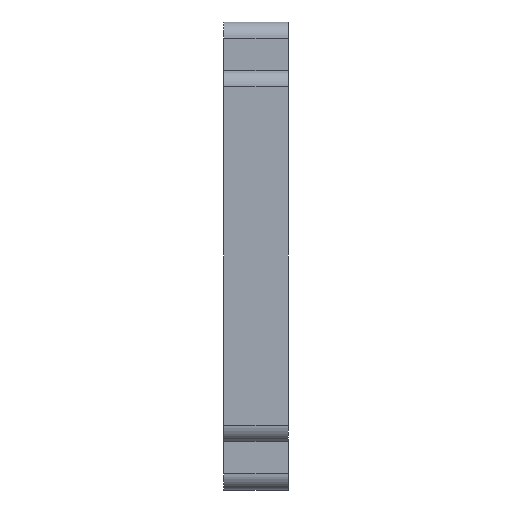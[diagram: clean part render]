
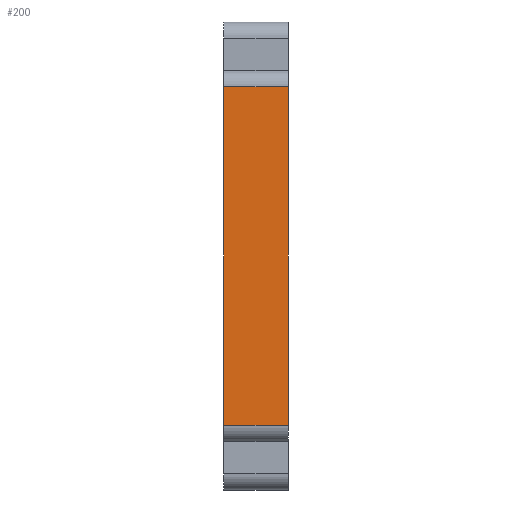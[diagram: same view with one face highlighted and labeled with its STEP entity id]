
A CAD part, left-side view. The second image highlights one B-rep face of the part: STEP entity #200.
In plain terms, the highlighted planar face has unit normal (-1, 0, 0).
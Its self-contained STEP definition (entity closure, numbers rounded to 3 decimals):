
#15 = DIRECTION ( 'NONE',  ( 0., 1., 0. ) ) ;
#25 = CARTESIAN_POINT ( 'NONE',  ( 0., 0., -44. ) ) ;
#140 = VECTOR ( 'NONE', #971, 1000. ) ;
#200 = ADVANCED_FACE ( 'NONE', ( #1110 ), #1849, .F. ) ;
#268 = LINE ( 'NONE', #1029, #1203 ) ;
#391 = CARTESIAN_POINT ( 'NONE',  ( 0., 0., -2. ) ) ;
#419 = DIRECTION ( 'NONE',  ( 0., 0., -1. ) ) ;
#427 = CARTESIAN_POINT ( 'NONE',  ( 0., 8., -44. ) ) ;
#430 = EDGE_CURVE ( 'NONE', #1439, #448, #1566, .T. ) ;
#433 = VERTEX_POINT ( 'NONE', #25 ) ;
#448 = VERTEX_POINT ( 'NONE', #1316 ) ;
#698 = DIRECTION ( 'NONE',  ( 1., 0., 0. ) ) ;
#810 = ORIENTED_EDGE ( 'NONE', *, *, #430, .T. ) ;
#856 = CARTESIAN_POINT ( 'NONE',  ( 0., 8., 0. ) ) ;
#862 = EDGE_CURVE ( 'NONE', #1497, #448, #268, .T. ) ;
#863 = CARTESIAN_POINT ( 'NONE',  ( 0., 8., -44. ) ) ;
#876 = LINE ( 'NONE', #1834, #140 ) ;
#971 = DIRECTION ( 'NONE',  ( 0., 0., 1. ) ) ;
#985 = ORIENTED_EDGE ( 'NONE', *, *, #862, .F. ) ;
#1029 = CARTESIAN_POINT ( 'NONE',  ( 0., 8., 0. ) ) ;
#1090 = LINE ( 'NONE', #427, #1755 ) ;
#1109 = ORIENTED_EDGE ( 'NONE', *, *, #1561, .T. ) ;
#1110 = FACE_OUTER_BOUND ( 'NONE', #1511, .T. ) ;
#1203 = VECTOR ( 'NONE', #1696, 1000. ) ;
#1241 = VECTOR ( 'NONE', #15, 1000. ) ;
#1307 = ORIENTED_EDGE ( 'NONE', *, *, #1386, .T. ) ;
#1316 = CARTESIAN_POINT ( 'NONE',  ( 0., 8., -2. ) ) ;
#1386 = EDGE_CURVE ( 'NONE', #433, #1439, #876, .T. ) ;
#1426 = DIRECTION ( 'NONE',  ( 0., -1., 0. ) ) ;
#1439 = VERTEX_POINT ( 'NONE', #391 ) ;
#1497 = VERTEX_POINT ( 'NONE', #863 ) ;
#1511 = EDGE_LOOP ( 'NONE', ( #985, #1109, #1307, #810 ) ) ;
#1561 = EDGE_CURVE ( 'NONE', #1497, #433, #1090, .T. ) ;
#1566 = LINE ( 'NONE', #1742, #1241 ) ;
#1696 = DIRECTION ( 'NONE',  ( 0., 0., 1. ) ) ;
#1742 = CARTESIAN_POINT ( 'NONE',  ( 0., 8., -2. ) ) ;
#1755 = VECTOR ( 'NONE', #1426, 1000. ) ;
#1822 = AXIS2_PLACEMENT_3D ( 'NONE', #856, #698, #419 ) ;
#1834 = CARTESIAN_POINT ( 'NONE',  ( 0., 0., 0. ) ) ;
#1849 = PLANE ( 'NONE',  #1822 ) ;
